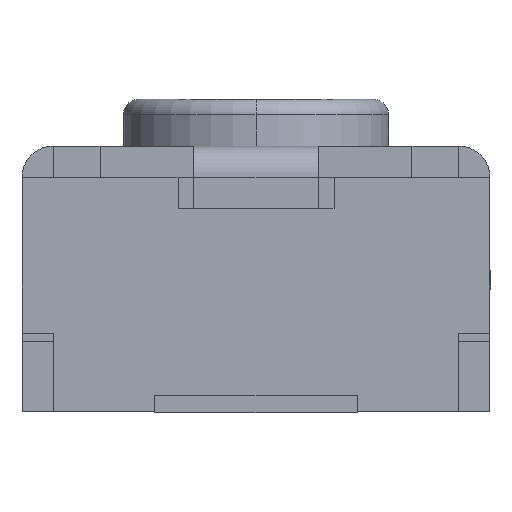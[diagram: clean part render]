
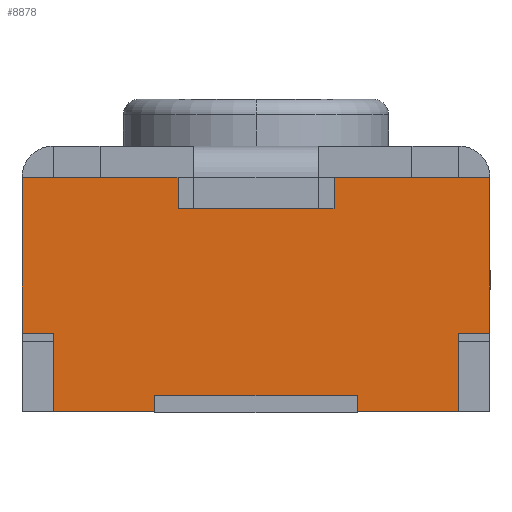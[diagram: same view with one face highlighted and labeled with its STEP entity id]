
A CAD part, left-side view. The second image highlights one B-rep face of the part: STEP entity #8878.
In plain terms, the highlighted planar face has unit normal (-1, 0, 0).
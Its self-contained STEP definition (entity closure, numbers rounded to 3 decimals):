
#10 = DIRECTION ( 'NONE',  ( 0., 0., -1. ) ) ;
#236 = CARTESIAN_POINT ( 'NONE',  ( -2., -1.5, 1.5 ) ) ;
#352 = EDGE_CURVE ( 'NONE', #1412, #1907, #5357, .T. ) ;
#372 = EDGE_CURVE ( 'NONE', #14923, #11250, #1948, .T. ) ;
#403 = VECTOR ( 'NONE', #12271, 1000. ) ;
#517 = DIRECTION ( 'NONE',  ( 0., 0., 1. ) ) ;
#732 = VECTOR ( 'NONE', #13669, 1000. ) ;
#770 = DIRECTION ( 'NONE',  ( 0., 1., 0. ) ) ;
#901 = DIRECTION ( 'NONE',  ( 0., -1., 0. ) ) ;
#1041 = VECTOR ( 'NONE', #17672, 1000. ) ;
#1064 = CARTESIAN_POINT ( 'NONE',  ( -2., -0.5, 1.3 ) ) ;
#1158 = CARTESIAN_POINT ( 'NONE',  ( -2., 0.65, 0. ) ) ;
#1412 = VERTEX_POINT ( 'NONE', #14505 ) ;
#1471 = CARTESIAN_POINT ( 'NONE',  ( -2., 0.65, 0.1 ) ) ;
#1907 = VERTEX_POINT ( 'NONE', #9846 ) ;
#1948 = LINE ( 'NONE', #14424, #2999 ) ;
#2000 = DIRECTION ( 'NONE',  ( 0., 1., 0. ) ) ;
#2240 = ORIENTED_EDGE ( 'NONE', *, *, #352, .F. ) ;
#2348 = ORIENTED_EDGE ( 'NONE', *, *, #8491, .T. ) ;
#2782 = CARTESIAN_POINT ( 'NONE',  ( -2., -1.3, 0. ) ) ;
#2999 = VECTOR ( 'NONE', #517, 1000. ) ;
#3082 = LINE ( 'NONE', #7822, #5802 ) ;
#3176 = VECTOR ( 'NONE', #17741, 1000. ) ;
#3307 = VECTOR ( 'NONE', #13819, 1000. ) ;
#3404 = CARTESIAN_POINT ( 'NONE',  ( -2., -1.3, 0. ) ) ;
#3553 = CARTESIAN_POINT ( 'NONE',  ( -2., 1.5, 0.1 ) ) ;
#3737 = EDGE_CURVE ( 'NONE', #10706, #4706, #16295, .T. ) ;
#3744 = CARTESIAN_POINT ( 'NONE',  ( -2., -0.65, 1.5 ) ) ;
#3961 = EDGE_CURVE ( 'NONE', #16341, #14864, #16986, .T. ) ;
#4207 = EDGE_CURVE ( 'NONE', #14974, #4930, #15628, .T. ) ;
#4379 = ORIENTED_EDGE ( 'NONE', *, *, #10031, .T. ) ;
#4558 = DIRECTION ( 'NONE',  ( 0., 0., -1. ) ) ;
#4598 = CARTESIAN_POINT ( 'NONE',  ( -2., 1.3, 0. ) ) ;
#4665 = DIRECTION ( 'NONE',  ( 0., 0., -1. ) ) ;
#4694 = LINE ( 'NONE', #10916, #8427 ) ;
#4706 = VERTEX_POINT ( 'NONE', #5490 ) ;
#4930 = VERTEX_POINT ( 'NONE', #11406 ) ;
#5357 = LINE ( 'NONE', #8202, #1041 ) ;
#5474 = VECTOR ( 'NONE', #901, 1000. ) ;
#5490 = CARTESIAN_POINT ( 'NONE',  ( -2., -0.65, 0. ) ) ;
#5802 = VECTOR ( 'NONE', #10, 1000. ) ;
#6007 = CARTESIAN_POINT ( 'NONE',  ( -2., 1.5, 1.5 ) ) ;
#6660 = CARTESIAN_POINT ( 'NONE',  ( -2., 1.5, 0. ) ) ;
#6826 = AXIS2_PLACEMENT_3D ( 'NONE', #16897, #13930, #7519 ) ;
#7378 = EDGE_CURVE ( 'NONE', #10648, #11154, #16136, .T. ) ;
#7518 = CARTESIAN_POINT ( 'NONE',  ( -2., 0.5, 1.5 ) ) ;
#7519 = DIRECTION ( 'NONE',  ( 0., 1., 0. ) ) ;
#7794 = VERTEX_POINT ( 'NONE', #19239 ) ;
#7822 = CARTESIAN_POINT ( 'NONE',  ( -2., -0.5, 1.5 ) ) ;
#7964 = LINE ( 'NONE', #6660, #3176 ) ;
#8202 = CARTESIAN_POINT ( 'NONE',  ( -2., 1.5, 1.5 ) ) ;
#8427 = VECTOR ( 'NONE', #2000, 1000. ) ;
#8491 = EDGE_CURVE ( 'NONE', #11944, #14923, #7964, .T. ) ;
#8540 = PLANE ( 'NONE',  #6826 ) ;
#8630 = CARTESIAN_POINT ( 'NONE',  ( -2., -1.3, 0.5 ) ) ;
#8878 = ADVANCED_FACE ( 'NONE', ( #11691 ), #8540, .F. ) ;
#9027 = ORIENTED_EDGE ( 'NONE', *, *, #17571, .T. ) ;
#9117 = ORIENTED_EDGE ( 'NONE', *, *, #19096, .T. ) ;
#9205 = CARTESIAN_POINT ( 'NONE',  ( -2., -0.5, 1.5 ) ) ;
#9321 = VECTOR ( 'NONE', #17918, 1000. ) ;
#9368 = LINE ( 'NONE', #6007, #10080 ) ;
#9468 = ORIENTED_EDGE ( 'NONE', *, *, #17635, .F. ) ;
#9531 = CARTESIAN_POINT ( 'NONE',  ( -2., 1.3, 0.5 ) ) ;
#9846 = CARTESIAN_POINT ( 'NONE',  ( -2., 0.5, 1.5 ) ) ;
#10031 = EDGE_CURVE ( 'NONE', #16341, #4930, #14643, .T. ) ;
#10077 = CARTESIAN_POINT ( 'NONE',  ( -2., -1.5, 1.5 ) ) ;
#10080 = VECTOR ( 'NONE', #4665, 1000. ) ;
#10564 = EDGE_LOOP ( 'NONE', ( #2348, #12546, #11552, #15225, #15507, #16347, #4379, #11104, #13593, #9027, #15988, #9468, #2240, #9117, #18592, #14031 ) ) ;
#10648 = VERTEX_POINT ( 'NONE', #15884 ) ;
#10673 = VERTEX_POINT ( 'NONE', #9531 ) ;
#10706 = VERTEX_POINT ( 'NONE', #15541 ) ;
#10916 = CARTESIAN_POINT ( 'NONE',  ( -2., 1.3, 0.5 ) ) ;
#11104 = ORIENTED_EDGE ( 'NONE', *, *, #4207, .F. ) ;
#11154 = VERTEX_POINT ( 'NONE', #1064 ) ;
#11250 = VERTEX_POINT ( 'NONE', #1471 ) ;
#11301 = LINE ( 'NONE', #3553, #13940 ) ;
#11406 = CARTESIAN_POINT ( 'NONE',  ( -2., -1.5, 0.5 ) ) ;
#11552 = ORIENTED_EDGE ( 'NONE', *, *, #18964, .F. ) ;
#11691 = FACE_OUTER_BOUND ( 'NONE', #10564, .T. ) ;
#11704 = EDGE_CURVE ( 'NONE', #10673, #11944, #18577, .T. ) ;
#11944 = VERTEX_POINT ( 'NONE', #15381 ) ;
#11948 = VECTOR ( 'NONE', #4558, 1000. ) ;
#12271 = DIRECTION ( 'NONE',  ( 0., -1., 0. ) ) ;
#12546 = ORIENTED_EDGE ( 'NONE', *, *, #372, .T. ) ;
#12570 = VECTOR ( 'NONE', #13932, 1000. ) ;
#13152 = CARTESIAN_POINT ( 'NONE',  ( -2., 1.5, 1.3 ) ) ;
#13282 = VECTOR ( 'NONE', #18204, 1000. ) ;
#13593 = ORIENTED_EDGE ( 'NONE', *, *, #14190, .F. ) ;
#13669 = DIRECTION ( 'NONE',  ( 0., 0., -1. ) ) ;
#13819 = DIRECTION ( 'NONE',  ( 0., -1., 0. ) ) ;
#13930 = DIRECTION ( 'NONE',  ( 1., 0., 0. ) ) ;
#13932 = DIRECTION ( 'NONE',  ( 0., 0., -1. ) ) ;
#13940 = VECTOR ( 'NONE', #770, 1000. ) ;
#14031 = ORIENTED_EDGE ( 'NONE', *, *, #11704, .T. ) ;
#14083 = CARTESIAN_POINT ( 'NONE',  ( -2., -1.5, 1.5 ) ) ;
#14190 = EDGE_CURVE ( 'NONE', #14485, #14974, #20051, .T. ) ;
#14396 = DIRECTION ( 'NONE',  ( 0., 0., -1. ) ) ;
#14424 = CARTESIAN_POINT ( 'NONE',  ( -2., 0.65, 1.5 ) ) ;
#14485 = VERTEX_POINT ( 'NONE', #9205 ) ;
#14505 = CARTESIAN_POINT ( 'NONE',  ( -2., 1.5, 1.5 ) ) ;
#14643 = LINE ( 'NONE', #8630, #403 ) ;
#14864 = VERTEX_POINT ( 'NONE', #2782 ) ;
#14923 = VERTEX_POINT ( 'NONE', #1158 ) ;
#14974 = VERTEX_POINT ( 'NONE', #10077 ) ;
#15225 = ORIENTED_EDGE ( 'NONE', *, *, #3737, .T. ) ;
#15248 = CARTESIAN_POINT ( 'NONE',  ( -2., 1.5, 0. ) ) ;
#15381 = CARTESIAN_POINT ( 'NONE',  ( -2., 1.3, 0. ) ) ;
#15507 = ORIENTED_EDGE ( 'NONE', *, *, #18467, .T. ) ;
#15541 = CARTESIAN_POINT ( 'NONE',  ( -2., -0.65, 0.1 ) ) ;
#15628 = LINE ( 'NONE', #14083, #18027 ) ;
#15884 = CARTESIAN_POINT ( 'NONE',  ( -2., 0.5, 1.3 ) ) ;
#15988 = ORIENTED_EDGE ( 'NONE', *, *, #7378, .F. ) ;
#16136 = LINE ( 'NONE', #13152, #5474 ) ;
#16295 = LINE ( 'NONE', #3744, #9321 ) ;
#16341 = VERTEX_POINT ( 'NONE', #16535 ) ;
#16347 = ORIENTED_EDGE ( 'NONE', *, *, #3961, .F. ) ;
#16535 = CARTESIAN_POINT ( 'NONE',  ( -2., -1.3, 0.5 ) ) ;
#16897 = CARTESIAN_POINT ( 'NONE',  ( -2., 1.5, 1.5 ) ) ;
#16986 = LINE ( 'NONE', #3404, #12570 ) ;
#17082 = LINE ( 'NONE', #7518, #11948 ) ;
#17571 = EDGE_CURVE ( 'NONE', #14485, #11154, #3082, .T. ) ;
#17635 = EDGE_CURVE ( 'NONE', #1907, #10648, #17082, .T. ) ;
#17672 = DIRECTION ( 'NONE',  ( 0., -1., 0. ) ) ;
#17741 = DIRECTION ( 'NONE',  ( 0., -1., 0. ) ) ;
#17918 = DIRECTION ( 'NONE',  ( 0., 0., -1. ) ) ;
#18027 = VECTOR ( 'NONE', #14396, 1000. ) ;
#18098 = LINE ( 'NONE', #15248, #13282 ) ;
#18204 = DIRECTION ( 'NONE',  ( 0., -1., 0. ) ) ;
#18467 = EDGE_CURVE ( 'NONE', #4706, #14864, #18098, .T. ) ;
#18577 = LINE ( 'NONE', #4598, #732 ) ;
#18592 = ORIENTED_EDGE ( 'NONE', *, *, #18867, .F. ) ;
#18867 = EDGE_CURVE ( 'NONE', #10673, #7794, #4694, .T. ) ;
#18964 = EDGE_CURVE ( 'NONE', #10706, #11250, #11301, .T. ) ;
#19096 = EDGE_CURVE ( 'NONE', #1412, #7794, #9368, .T. ) ;
#19239 = CARTESIAN_POINT ( 'NONE',  ( -2., 1.5, 0.5 ) ) ;
#20051 = LINE ( 'NONE', #236, #3307 ) ;
